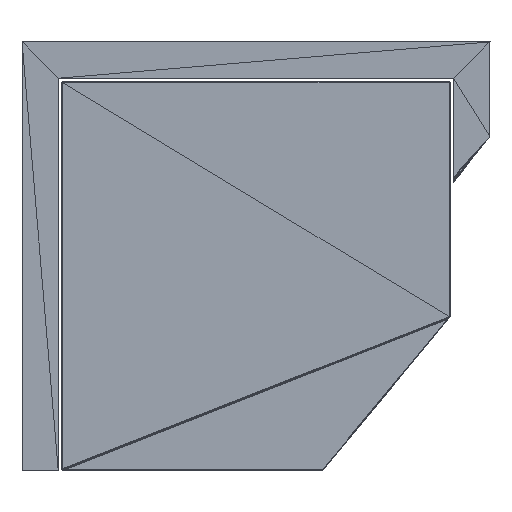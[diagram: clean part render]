
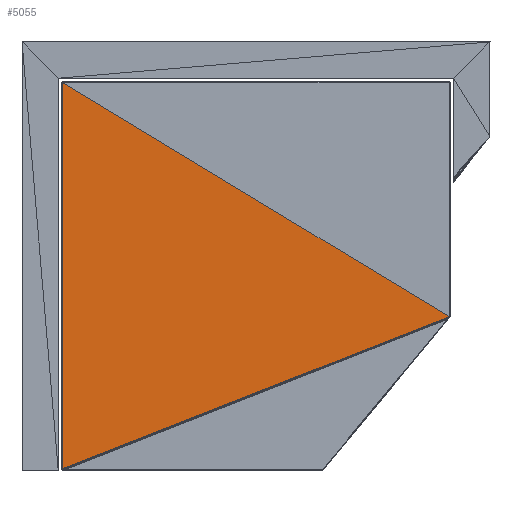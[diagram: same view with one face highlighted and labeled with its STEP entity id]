
A CAD part, left-side view. The second image highlights one B-rep face of the part: STEP entity #5055.
In plain terms, the highlighted free-form (B-spline) face has degree [1, 1] with [2, 2] control points.
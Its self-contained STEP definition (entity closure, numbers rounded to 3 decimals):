
#5055=ADVANCED_FACE('',(#10731),#59078,.T.);
#10731=FACE_OUTER_BOUND('',#16407,.T.);
#16407=EDGE_LOOP('',(#31859,#31860,#31861));
#31859=ORIENTED_EDGE('',*,*,#41564,.F.);
#31860=ORIENTED_EDGE('',*,*,#41533,.F.);
#31861=ORIENTED_EDGE('',*,*,#41534,.T.);
#41533=EDGE_CURVE('',#53710,#53718,#50047,.T.);
#41534=EDGE_CURVE('',#53710,#53719,#50048,.T.);
#41564=EDGE_CURVE('',#53718,#53719,#50078,.T.);
#50047=B_SPLINE_CURVE_WITH_KNOTS('',1,(#99423,#99424),.UNSPECIFIED.,.F.,
 .F.,(2,2),(0.,1.),.UNSPECIFIED.);
#50048=B_SPLINE_CURVE_WITH_KNOTS('',1,(#99425,#99426),.UNSPECIFIED.,.F.,
 .F.,(2,2),(0.,1.),.UNSPECIFIED.);
#50078=B_SPLINE_CURVE_WITH_KNOTS('',1,(#99485,#99486),.UNSPECIFIED.,.F.,
 .F.,(2,2),(0.,1.),.UNSPECIFIED.);
#53710=VERTEX_POINT('',#99002);
#53718=VERTEX_POINT('',#99010);
#53719=VERTEX_POINT('',#99011);
#59078=B_SPLINE_SURFACE_WITH_KNOTS('',1,1,((#96074,#96075),(#96076,#96077)),
 .UNSPECIFIED.,.F.,.F.,.F.,(2,2),(2,2),(0.,447.532),(0.,481.41),
 .UNSPECIFIED.);
#96074=CARTESIAN_POINT('',(0.001,495.247,449.));
#96075=CARTESIAN_POINT('',(0.,47.247,625.213));
#96076=CARTESIAN_POINT('',(0.001,495.247,1.468));
#96077=CARTESIAN_POINT('',(0.,47.247,177.681));
#99002=CARTESIAN_POINT('',(0.,47.247,177.681));
#99010=CARTESIAN_POINT('',(0.001,495.247,1.468));
#99011=CARTESIAN_POINT('',(0.001,495.247,449.));
#99423=CARTESIAN_POINT('',(0.,47.247,177.681));
#99424=CARTESIAN_POINT('',(0.001,495.247,1.468));
#99425=CARTESIAN_POINT('',(0.,47.247,177.681));
#99426=CARTESIAN_POINT('',(0.001,495.247,449.));
#99485=CARTESIAN_POINT('',(0.001,495.247,1.468));
#99486=CARTESIAN_POINT('',(0.001,495.247,449.));
